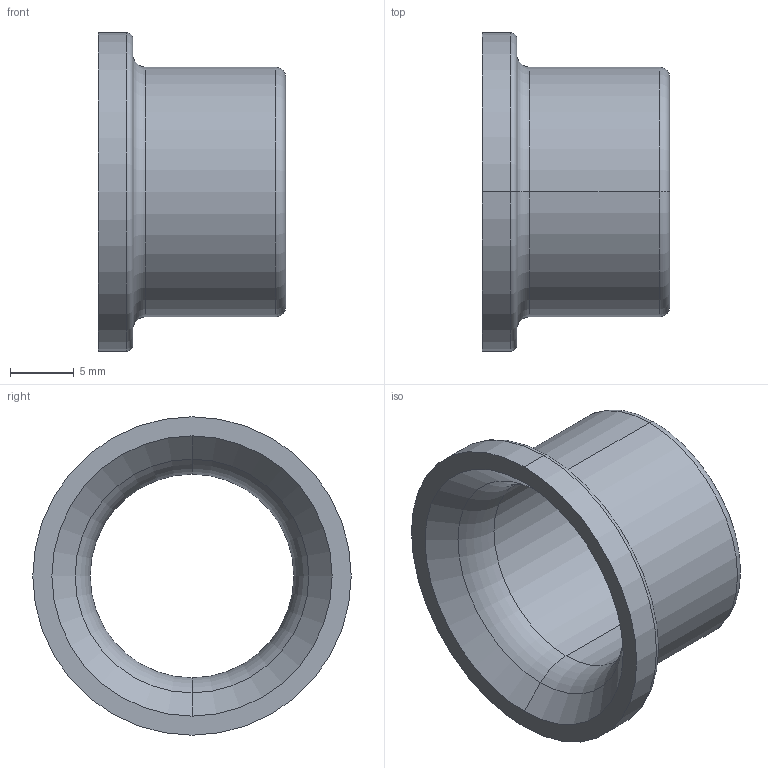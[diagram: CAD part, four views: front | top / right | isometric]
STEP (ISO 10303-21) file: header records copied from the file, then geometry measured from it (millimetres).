
FILE_DESCRIPTION(/* description */ ('VariCAD 2015-2.06 AP-214'),/* implementation_level */ '2;1');
FILE_NAME(/* name */ '0393-27-10.stp',/* time_stamp */ '2016-05-11T14:26:00-06:00',/* author */ (''),/* organization */ (''),/* preprocessor_version */ 'ST-DEVELOPER v14',/* originating_system */ 'VariCAD 2015-2.06; kernel version (20130303)',/* authorisation */ '');
FILE_SCHEMA (('AUTOMOTIVE_DESIGN'));
Length unit declared in the file: millimetre
Products named in the file (2): 0393-27-10
Assembly tree (1 placements, depth 2):
  0393-27-10
    0393-27-10
Bounding box: 14.7 x 25 x 25 mm (x, y, z)
Volume: 1712.1 mm3; surface area: 2104.6 mm2
Topology: 1 solids, 1 shells, 21 faces, 42 edges, 24 vertices
Faces by surface type: torus 10, cylinder 6, plane 3, cone 2
Entity records: 612 total; most frequent: DIRECTION 126, CARTESIAN_POINT 91, ORIENTED_EDGE 84, AXIS2_PLACEMENT_3D 59, EDGE_CURVE 42, CIRCLE 34, EDGE_LOOP 24, VERTEX_POINT 24
